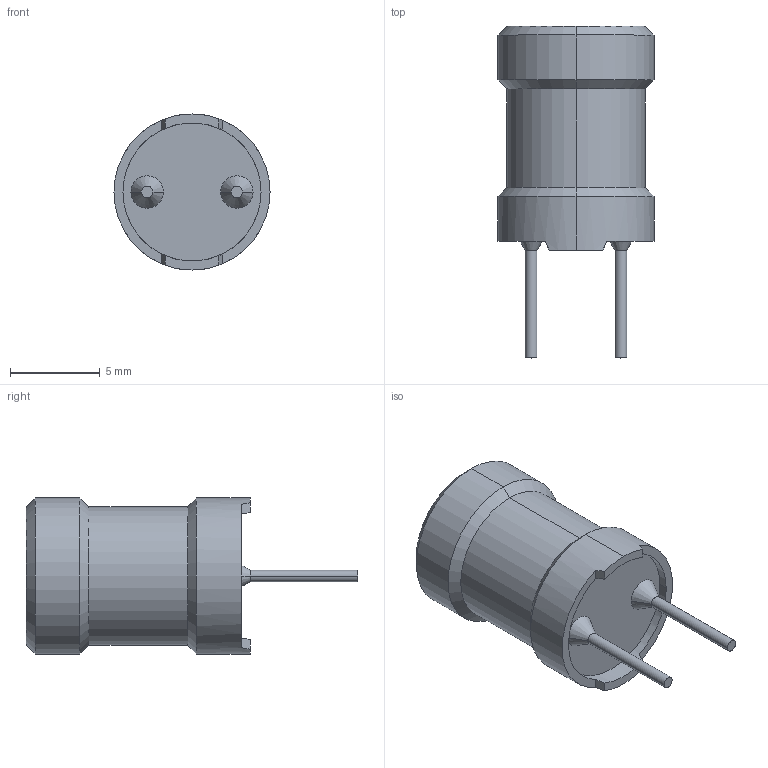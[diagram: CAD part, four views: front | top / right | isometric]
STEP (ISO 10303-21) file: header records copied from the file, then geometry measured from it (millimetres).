
FILE_DESCRIPTION (( 'STEP AP214' ), '1' );
FILE_NAME ('DRC-V-2R2K.STEP', '2022-07-06T08:05:29', ( '' ), ( '' ), 'SwSTEP 2.0', 'SolidWorks 2017', '' );
FILE_SCHEMA (( 'AUTOMOTIVE_DESIGN' ));
Length unit declared in the file: millimetre
Products named in the file (1): DRC-V-2R2K
Bounding box: 8.7 x 18.5 x 8.7 mm (x, y, z)
Volume: 613.4 mm3; surface area: 721.1 mm2
Topology: 5 solids, 5 shells, 47 faces, 94 edges, 58 vertices
Faces by surface type: plane 19, cylinder 18, cone 10
Entity records: 1296 total; most frequent: DIRECTION 232, CARTESIAN_POINT 224, ORIENTED_EDGE 188, AXIS2_PLACEMENT_3D 98, EDGE_CURVE 94, VERTEX_POINT 58, CIRCLE 50, EDGE_LOOP 48
